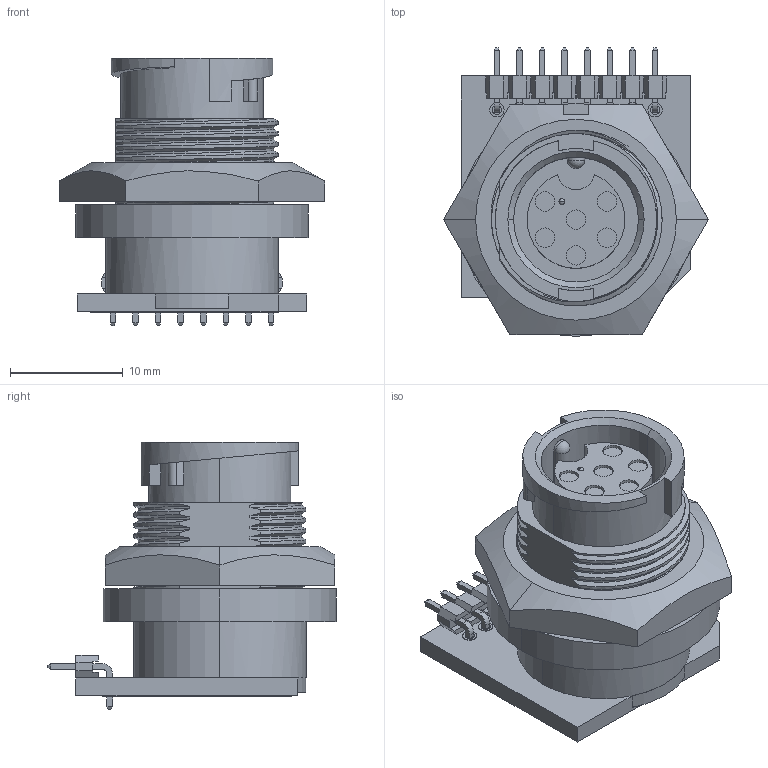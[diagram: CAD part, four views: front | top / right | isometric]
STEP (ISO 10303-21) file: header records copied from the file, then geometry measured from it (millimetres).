
FILE_DESCRIPTION (( 'STEP AP203' ), '1' );
FILE_NAME ('7261-6SG-300.STEP', '2020-01-16T22:16:07', ( '' ), ( '' ), 'SwSTEP 2.0', 'SolidWorks 2017', '' );
FILE_SCHEMA (( 'CONFIG_CONTROL_DESIGN' ));
Length unit declared in the file: inch
Products named in the file (1): 7261-6SG-300
Bounding box: 23.46 x 25.56 x 23.65 mm (x, y, z)
Volume: 4707.6 mm3; surface area: 3947.7 mm2
Topology: 2 solids, 2 shells, 594 faces, 1518 edges, 987 vertices
Faces by surface type: plane 395, cylinder 163, bspline 29, cone 4, sphere 3
Entity records: 28495 total; most frequent: CARTESIAN_POINT 14164, ORIENTED_EDGE 3036, DIRECTION 2798, EDGE_CURVE 1518, VECTOR 1092, LINE 1092, VERTEX_POINT 987, AXIS2_PLACEMENT_3D 853
